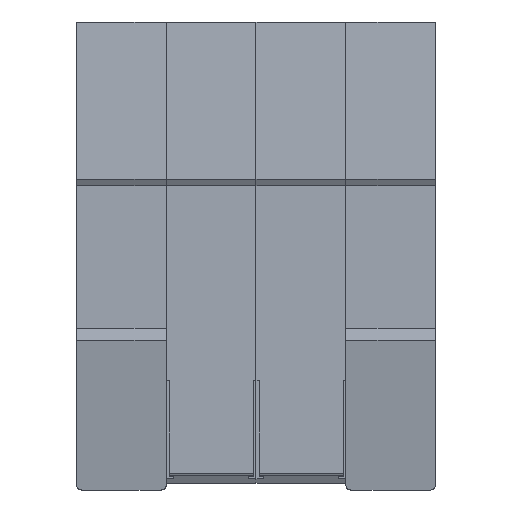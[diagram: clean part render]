
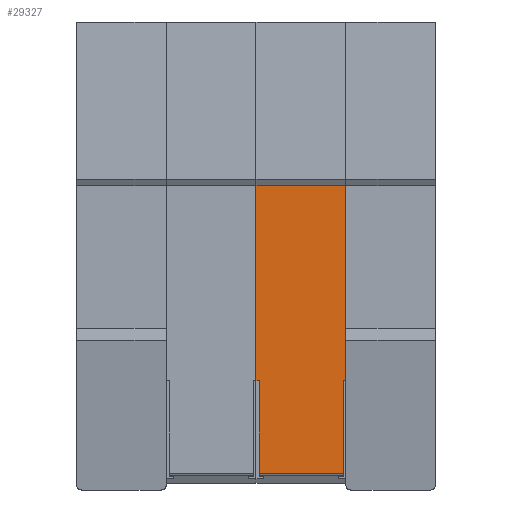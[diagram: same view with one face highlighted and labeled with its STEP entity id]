
A CAD part, front view. The second image highlights one B-rep face of the part: STEP entity #29327.
In plain terms, the highlighted planar face has unit normal (0, -1, 0).
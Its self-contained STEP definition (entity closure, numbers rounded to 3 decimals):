
#735 = CARTESIAN_POINT ( 'NONE',  ( 0.6, -30.2, -22.64 ) ) ;
#2009 = CARTESIAN_POINT ( 'NONE',  ( 8.75, -30.2, -40.736 ) ) ;
#2421 = VERTEX_POINT ( 'NONE', #61481 ) ;
#3018 = LINE ( 'NONE', #58661, #53498 ) ;
#3222 = VERTEX_POINT ( 'NONE', #72394 ) ;
#4330 = ORIENTED_EDGE ( 'NONE', *, *, #19676, .T. ) ;
#5448 = CARTESIAN_POINT ( 'NONE',  ( 8.75, -30.2, 40.736 ) ) ;
#5653 = DIRECTION ( 'NONE',  ( 0., 0., -1. ) ) ;
#6425 = EDGE_CURVE ( 'NONE', #2421, #58529, #3018, .T. ) ;
#6829 = VERTEX_POINT ( 'NONE', #70759 ) ;
#7823 = ORIENTED_EDGE ( 'NONE', *, *, #6425, .T. ) ;
#10740 = CARTESIAN_POINT ( 'NONE',  ( 1.5, -30.2, -22.64 ) ) ;
#11716 = DIRECTION ( 'NONE',  ( -1., 0., 0. ) ) ;
#12209 = ORIENTED_EDGE ( 'NONE', *, *, #59835, .F. ) ;
#12240 = VECTOR ( 'NONE', #5653, 1000. ) ;
#12568 = EDGE_CURVE ( 'NONE', #31616, #32188, #29286, .T. ) ;
#12649 = LINE ( 'NONE', #35426, #64270 ) ;
#13492 = VERTEX_POINT ( 'NONE', #25902 ) ;
#13843 = EDGE_CURVE ( 'NONE', #25183, #21579, #50429, .T. ) ;
#14222 = EDGE_CURVE ( 'NONE', #44236, #31959, #32736, .T. ) ;
#16620 = CARTESIAN_POINT ( 'NONE',  ( 0., -30.2, 0. ) ) ;
#17226 = LINE ( 'NONE', #735, #12240 ) ;
#17750 = VECTOR ( 'NONE', #44825, 1000. ) ;
#19012 = DIRECTION ( 'NONE',  ( 0., 0., 1. ) ) ;
#19173 = EDGE_CURVE ( 'NONE', #21579, #58529, #12649, .T. ) ;
#19559 = ORIENTED_EDGE ( 'NONE', *, *, #12568, .T. ) ;
#19676 = EDGE_CURVE ( 'NONE', #44259, #13492, #55818, .T. ) ;
#19701 = EDGE_CURVE ( 'NONE', #6829, #44259, #62932, .T. ) ;
#21579 = VERTEX_POINT ( 'NONE', #64295 ) ;
#21695 = CARTESIAN_POINT ( 'NONE',  ( 16., -30.2, 22.64 ) ) ;
#23790 = CARTESIAN_POINT ( 'NONE',  ( 0.6, -30.2, 22.64 ) ) ;
#24257 = CARTESIAN_POINT ( 'NONE',  ( 8.75, -30.2, 0. ) ) ;
#25183 = VERTEX_POINT ( 'NONE', #55198 ) ;
#25902 = CARTESIAN_POINT ( 'NONE',  ( 0., -30.2, -22.64 ) ) ;
#26676 = CARTESIAN_POINT ( 'NONE',  ( 0.6, -30.2, -40.736 ) ) ;
#27454 = DIRECTION ( 'NONE',  ( 0., 0., -1. ) ) ;
#29171 = VECTOR ( 'NONE', #11716, 1000. ) ;
#29286 = LINE ( 'NONE', #2009, #71518 ) ;
#29327 = ADVANCED_FACE ( 'NONE', ( #70997 ), #58610, .F. ) ;
#29654 = EDGE_CURVE ( 'NONE', #6829, #31959, #52899, .T. ) ;
#31383 = DIRECTION ( 'NONE',  ( 1., 0., 0. ) ) ;
#31616 = VERTEX_POINT ( 'NONE', #26676 ) ;
#31959 = VERTEX_POINT ( 'NONE', #34031 ) ;
#32188 = VERTEX_POINT ( 'NONE', #53942 ) ;
#32736 = LINE ( 'NONE', #5448, #52286 ) ;
#33404 = CARTESIAN_POINT ( 'NONE',  ( 17., -30.2, -22.64 ) ) ;
#34031 = CARTESIAN_POINT ( 'NONE',  ( 0.6, -30.2, 40.736 ) ) ;
#35426 = CARTESIAN_POINT ( 'NONE',  ( 17.5, -30.2, 0. ) ) ;
#38834 = VECTOR ( 'NONE', #49512, 1000. ) ;
#41781 = DIRECTION ( 'NONE',  ( 0., 1., 0. ) ) ;
#41784 = LINE ( 'NONE', #72723, #38834 ) ;
#43470 = LINE ( 'NONE', #33404, #57082 ) ;
#44236 = VERTEX_POINT ( 'NONE', #64853 ) ;
#44258 = ORIENTED_EDGE ( 'NONE', *, *, #14222, .T. ) ;
#44259 = VERTEX_POINT ( 'NONE', #52845 ) ;
#44825 = DIRECTION ( 'NONE',  ( 1., 0., 0. ) ) ;
#46405 = ORIENTED_EDGE ( 'NONE', *, *, #29654, .F. ) ;
#46831 = ORIENTED_EDGE ( 'NONE', *, *, #19701, .T. ) ;
#47349 = DIRECTION ( 'NONE',  ( 0., 0., -1. ) ) ;
#48926 = EDGE_LOOP ( 'NONE', ( #72168, #19559, #56305, #7823, #60514, #64887, #57863, #44258, #46405, #46831, #4330, #12209 ) ) ;
#49512 = DIRECTION ( 'NONE',  ( 0., 0., 1. ) ) ;
#50429 = LINE ( 'NONE', #21695, #17750 ) ;
#52286 = VECTOR ( 'NONE', #67492, 1000. ) ;
#52845 = CARTESIAN_POINT ( 'NONE',  ( 0., -30.2, 22.64 ) ) ;
#52899 = LINE ( 'NONE', #23790, #60797 ) ;
#53498 = VECTOR ( 'NONE', #31383, 1000. ) ;
#53942 = CARTESIAN_POINT ( 'NONE',  ( 17., -30.2, -40.736 ) ) ;
#53989 = EDGE_CURVE ( 'NONE', #2421, #32188, #43470, .T. ) ;
#55198 = CARTESIAN_POINT ( 'NONE',  ( 17., -30.2, 22.64 ) ) ;
#55818 = LINE ( 'NONE', #16620, #63770 ) ;
#56305 = ORIENTED_EDGE ( 'NONE', *, *, #53989, .F. ) ;
#57082 = VECTOR ( 'NONE', #61430, 1000. ) ;
#57863 = ORIENTED_EDGE ( 'NONE', *, *, #66081, .T. ) ;
#58383 = LINE ( 'NONE', #10740, #61046 ) ;
#58529 = VERTEX_POINT ( 'NONE', #60293 ) ;
#58610 = PLANE ( 'NONE',  #61955 ) ;
#58661 = CARTESIAN_POINT ( 'NONE',  ( 16., -30.2, -22.64 ) ) ;
#59835 = EDGE_CURVE ( 'NONE', #3222, #13492, #58383, .T. ) ;
#60293 = CARTESIAN_POINT ( 'NONE',  ( 17.5, -30.2, -22.64 ) ) ;
#60514 = ORIENTED_EDGE ( 'NONE', *, *, #19173, .F. ) ;
#60797 = VECTOR ( 'NONE', #63427, 1000. ) ;
#60907 = EDGE_CURVE ( 'NONE', #3222, #31616, #17226, .T. ) ;
#61046 = VECTOR ( 'NONE', #64041, 1000. ) ;
#61430 = DIRECTION ( 'NONE',  ( 0., 0., -1. ) ) ;
#61481 = CARTESIAN_POINT ( 'NONE',  ( 17., -30.2, -22.64 ) ) ;
#61955 = AXIS2_PLACEMENT_3D ( 'NONE', #24257, #41781, #19012 ) ;
#62932 = LINE ( 'NONE', #63676, #29171 ) ;
#63427 = DIRECTION ( 'NONE',  ( 0., 0., 1. ) ) ;
#63676 = CARTESIAN_POINT ( 'NONE',  ( 1.5, -30.2, 22.64 ) ) ;
#63770 = VECTOR ( 'NONE', #27454, 1000. ) ;
#64041 = DIRECTION ( 'NONE',  ( -1., 0., 0. ) ) ;
#64270 = VECTOR ( 'NONE', #47349, 1000. ) ;
#64295 = CARTESIAN_POINT ( 'NONE',  ( 17.5, -30.2, 22.64 ) ) ;
#64853 = CARTESIAN_POINT ( 'NONE',  ( 17., -30.2, 40.736 ) ) ;
#64887 = ORIENTED_EDGE ( 'NONE', *, *, #13843, .F. ) ;
#66081 = EDGE_CURVE ( 'NONE', #25183, #44236, #41784, .T. ) ;
#67492 = DIRECTION ( 'NONE',  ( -1., 0., 0. ) ) ;
#70413 = DIRECTION ( 'NONE',  ( 1., 0., 0. ) ) ;
#70759 = CARTESIAN_POINT ( 'NONE',  ( 0.6, -30.2, 22.64 ) ) ;
#70997 = FACE_OUTER_BOUND ( 'NONE', #48926, .T. ) ;
#71518 = VECTOR ( 'NONE', #70413, 1000. ) ;
#72168 = ORIENTED_EDGE ( 'NONE', *, *, #60907, .T. ) ;
#72394 = CARTESIAN_POINT ( 'NONE',  ( 0.6, -30.2, -22.64 ) ) ;
#72723 = CARTESIAN_POINT ( 'NONE',  ( 17., -30.2, 22.64 ) ) ;
